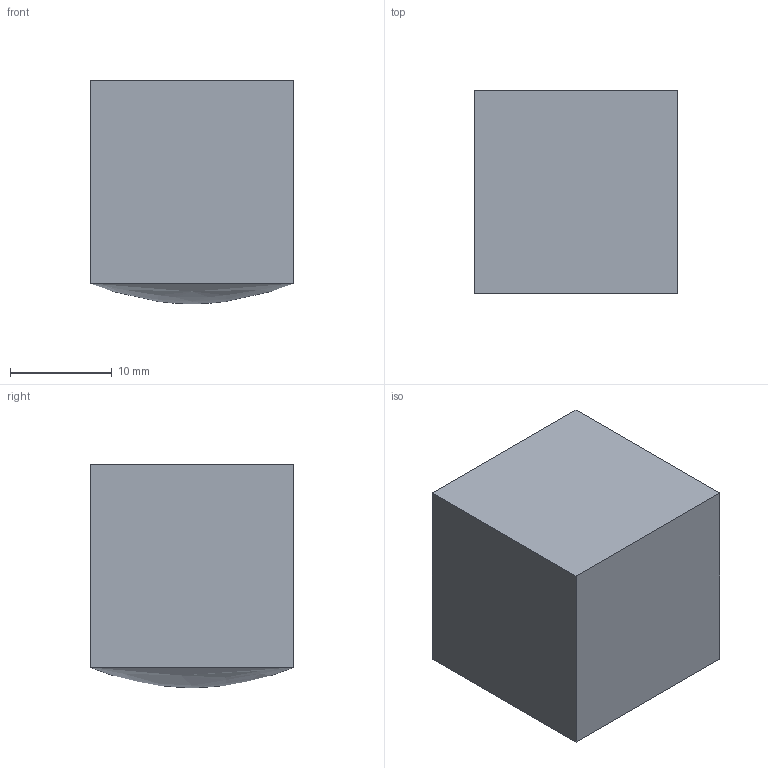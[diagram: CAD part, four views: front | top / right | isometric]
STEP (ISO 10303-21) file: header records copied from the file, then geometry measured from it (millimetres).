
FILE_DESCRIPTION (( 'STEP AP214' ), '1' );
FILE_NAME ('Cube2.STEP', '2010-05-25T09:32:49', ( '' ), ( '' ), 'SwSTEP 2.0', 'SolidWorks 2007', '' );
FILE_SCHEMA (( 'AUTOMOTIVE_DESIGN' ));
Length unit declared in the file: millimetre
Products named in the file (1): Cube2
Bounding box: 20 x 20 x 22 mm (x, y, z)
Volume: 8355.6 mm3; surface area: 2411.2 mm2
Topology: 1 solids, 1 shells, 6 faces, 12 edges, 8 vertices
Faces by surface type: plane 5, bspline 1
Entity records: 257 total; most frequent: CARTESIAN_POINT 42, ORIENTED_EDGE 24, DIRECTION 24, EDGE_CURVE 12, LINE 12, VECTOR 12, VERTEX_POINT 8, UNCERTAINTY_MEASURE_WITH_UNIT 8
